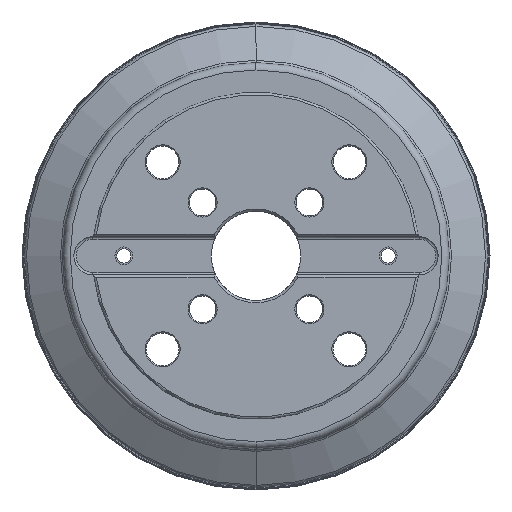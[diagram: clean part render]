
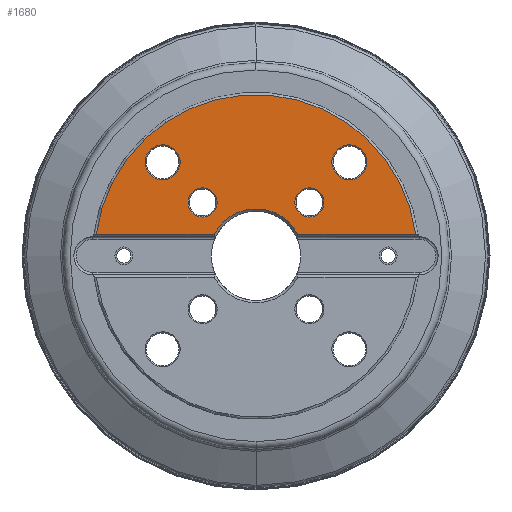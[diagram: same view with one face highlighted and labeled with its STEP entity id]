
A CAD part, top view. The second image highlights one B-rep face of the part: STEP entity #1680.
In plain terms, the highlighted face is planar.
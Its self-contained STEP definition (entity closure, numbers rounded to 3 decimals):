
#240=CARTESIAN_POINT('',(-62.862,62.862,0.));
#241=DIRECTION('',(0.,0.,-1.));
#242=DIRECTION('',(-0.707,0.707,0.));
#243=AXIS2_PLACEMENT_3D('',#240,#241,#242);
#250=CARTESIAN_POINT('',(-62.862,62.862,0.));
#251=DIRECTION('',(0.,0.,-1.));
#252=DIRECTION('',(0.707,-0.707,0.));
#253=AXIS2_PLACEMENT_3D('',#250,#251,#252);
#276=CARTESIAN_POINT('',(62.862,62.862,0.));
#277=DIRECTION('',(0.,0.,-1.));
#278=DIRECTION('',(0.707,0.707,0.));
#279=AXIS2_PLACEMENT_3D('',#276,#277,#278);
#286=CARTESIAN_POINT('',(62.862,62.862,0.));
#287=DIRECTION('',(0.,0.,-1.));
#288=DIRECTION('',(-0.707,-0.707,0.));
#289=AXIS2_PLACEMENT_3D('',#286,#287,#288);
#390=CARTESIAN_POINT('',(0.,0.,0.));
#391=DIRECTION('',(0.,0.,-1.));
#392=DIRECTION('',(-0.991,0.133,0.));
#393=AXIS2_PLACEMENT_3D('',#390,#391,#392);
#765=DIRECTION('',(1.,0.,0.));
#766=VECTOR('',#765,79.329);
#767=CARTESIAN_POINT('',(28.104,14.445,0.));
#768=LINE('',#767,#766);
#792=CARTESIAN_POINT('',(0.,0.,0.));
#793=DIRECTION('',(0.,0.,1.));
#794=DIRECTION('',(0.889,0.457,0.));
#795=AXIS2_PLACEMENT_3D('',#792,#793,#794);
#802=DIRECTION('',(1.,0.,0.));
#803=VECTOR('',#802,79.329);
#804=CARTESIAN_POINT('',(-107.432,14.447,0.));
#805=LINE('',#804,#803);
#966=CARTESIAN_POINT('',(35.921,35.921,0.));
#967=DIRECTION('',(0.,0.,1.));
#968=DIRECTION('',(1.,0.,0.));
#969=AXIS2_PLACEMENT_3D('',#966,#967,#968);
#976=CARTESIAN_POINT('',(35.921,35.921,0.));
#977=DIRECTION('',(0.,0.,1.));
#978=DIRECTION('',(-1.,0.,0.));
#979=AXIS2_PLACEMENT_3D('',#976,#977,#978);
#1002=CARTESIAN_POINT('',(-35.921,35.921,0.));
#1003=DIRECTION('',(0.,0.,1.));
#1004=DIRECTION('',(1.,0.,0.));
#1005=AXIS2_PLACEMENT_3D('',#1002,#1003,#1004);
#1012=CARTESIAN_POINT('',(-35.921,35.921,0.));
#1013=DIRECTION('',(0.,0.,1.));
#1014=DIRECTION('',(-1.,0.,0.));
#1015=AXIS2_PLACEMENT_3D('',#1012,#1013,#1014);
#1150=CARTESIAN_POINT('',(45.721,35.921,0.));
#1151=CARTESIAN_POINT('',(26.121,35.921,0.));
#1152=VERTEX_POINT('',#1150);
#1153=VERTEX_POINT('',#1151);
#1158=CARTESIAN_POINT('',(-26.121,35.921,0.));
#1159=CARTESIAN_POINT('',(-45.721,35.921,0.));
#1160=VERTEX_POINT('',#1158);
#1161=VERTEX_POINT('',#1159);
#1210=CARTESIAN_POINT('',(28.104,14.445,
0.));
#1211=CARTESIAN_POINT('',(107.432,14.447,0.));
#1212=VERTEX_POINT('',#1210);
#1213=VERTEX_POINT('',#1211);
#1216=CARTESIAN_POINT('',(-107.432,14.447,0.));
#1217=CARTESIAN_POINT('',(-28.104,14.446,0.));
#1218=VERTEX_POINT('',#1216);
#1219=VERTEX_POINT('',#1217);
#1258=CARTESIAN_POINT('',(71.206,71.206,0.));
#1259=CARTESIAN_POINT('',(54.518,54.518,0.));
#1260=VERTEX_POINT('',#1258);
#1261=VERTEX_POINT('',#1259);
#1270=CARTESIAN_POINT('',(-71.206,71.206,0.));
#1271=CARTESIAN_POINT('',(-54.518,54.518,0.));
#1272=VERTEX_POINT('',#1270);
#1273=VERTEX_POINT('',#1271);
#1642=CARTESIAN_POINT('',(0.,0.,0.));
#1643=DIRECTION('',(0.,0.,-1.));
#1644=DIRECTION('',(0.,-1.,0.));
#1645=AXIS2_PLACEMENT_3D('',#1642,#1643,#1644);
#1646=PLANE('',#1645);
#1648=ORIENTED_EDGE('',*,*,#1647,.T.);
#1650=ORIENTED_EDGE('',*,*,#1649,.F.);
#1652=ORIENTED_EDGE('',*,*,#1651,.T.);
#1654=ORIENTED_EDGE('',*,*,#1653,.F.);
#1655=EDGE_LOOP('',(#1648,#1650,#1652,#1654));
#1656=FACE_OUTER_BOUND('',#1655,.F.);
#1657=ORIENTED_EDGE('',*,*,#1592,.T.);
#1659=ORIENTED_EDGE('',*,*,#1658,.T.);
#1660=EDGE_LOOP('',(#1657,#1659));
#1661=FACE_BOUND('',#1660,.F.);
#1663=ORIENTED_EDGE('',*,*,#1662,.T.);
#1665=ORIENTED_EDGE('',*,*,#1664,.T.);
#1666=EDGE_LOOP('',(#1663,#1665));
#1667=FACE_BOUND('',#1666,.F.);
#1669=ORIENTED_EDGE('',*,*,#1668,.F.);
#1671=ORIENTED_EDGE('',*,*,#1670,.F.);
#1672=EDGE_LOOP('',(#1669,#1671));
#1673=FACE_BOUND('',#1672,.F.);
#1675=ORIENTED_EDGE('',*,*,#1674,.F.);
#1677=ORIENTED_EDGE('',*,*,#1676,.F.);
#1678=EDGE_LOOP('',(#1675,#1677));
#1679=FACE_BOUND('',#1678,.F.);
#1680=ADVANCED_FACE('',(#1656,#1661,#1667,#1673,#1679),#1646,.T.);
#244=CIRCLE('',#243,11.8);
#254=CIRCLE('',#253,11.8);
#280=CIRCLE('',#279,11.8);
#290=CIRCLE('',#289,11.8);
#394=CIRCLE('',#393,108.4);
#796=CIRCLE('',#795,31.6);
#970=CIRCLE('',#969,9.8);
#980=CIRCLE('',#979,9.8);
#1006=CIRCLE('',#1005,9.8);
#1016=CIRCLE('',#1015,9.8);
#1592=EDGE_CURVE('',#1272,#1273,#244,.T.);
#1647=EDGE_CURVE('',#1212,#1213,#768,.T.);
#1649=EDGE_CURVE('',#1218,#1213,#394,.T.);
#1651=EDGE_CURVE('',#1218,#1219,#805,.T.);
#1653=EDGE_CURVE('',#1212,#1219,#796,.T.);
#1658=EDGE_CURVE('',#1273,#1272,#254,.T.);
#1662=EDGE_CURVE('',#1260,#1261,#280,.T.);
#1664=EDGE_CURVE('',#1261,#1260,#290,.T.);
#1668=EDGE_CURVE('',#1152,#1153,#970,.T.);
#1670=EDGE_CURVE('',#1153,#1152,#980,.T.);
#1674=EDGE_CURVE('',#1160,#1161,#1006,.T.);
#1676=EDGE_CURVE('',#1161,#1160,#1016,.T.);
